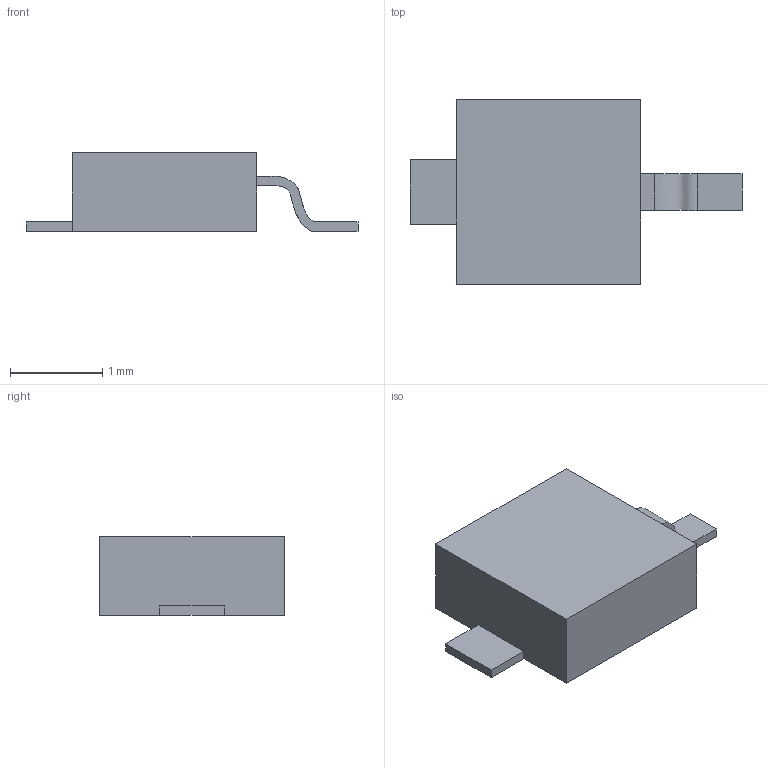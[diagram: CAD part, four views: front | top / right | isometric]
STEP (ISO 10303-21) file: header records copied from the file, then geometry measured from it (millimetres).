
FILE_DESCRIPTION(('FreeCAD Model'),'2;1');
FILE_NAME('powermite_diode_v002_cp.step', '2021-07-03T13:37:33',('kicad StepUp'),('ksu MCAD'), 'Open CASCADE STEP processor 7.3','FreeCAD','Unknown');
FILE_SCHEMA(('AUTOMOTIVE_DESIGN { 1 0 10303 214 1 1 1 1 }'));
Length unit declared in the file: millimetre
Products named in the file (1): powermite_diode_v002_cp
Bounding box: 3.6 x 2 x 0.85 mm (x, y, z)
Volume: 3.5 mm3; surface area: 17.1 mm2
Topology: 2 solids, 2 shells, 24 faces, 57 edges, 38 vertices
Faces by surface type: plane 22, bspline 2
Entity records: 941 total; most frequent: CARTESIAN_POINT 221, ORIENTED_EDGE 114, DIRECTION 96, EDGE_CURVE 57, LINE 50, VECTOR 50, VERTEX_POINT 38, FACE_BOUND 25
